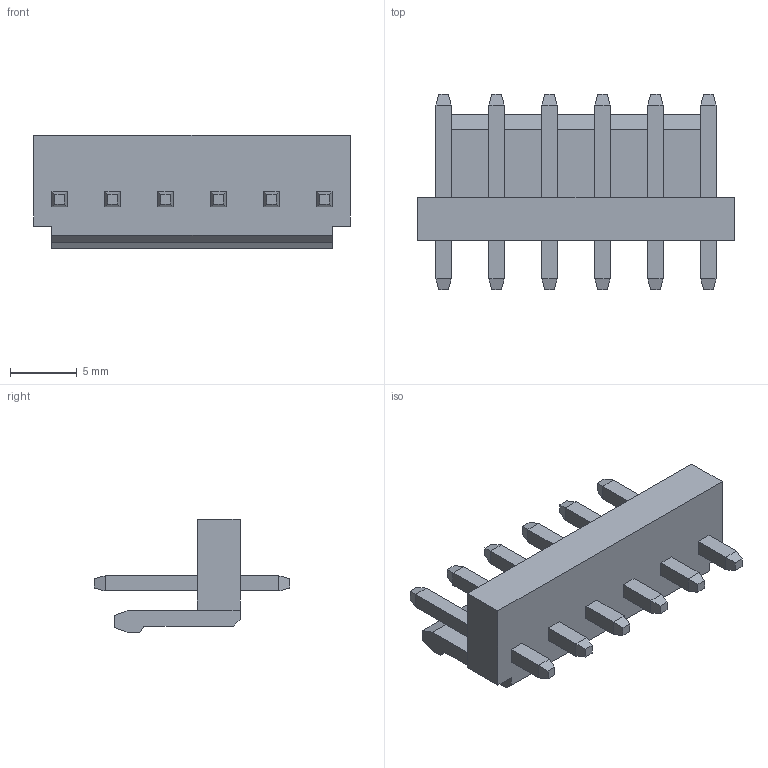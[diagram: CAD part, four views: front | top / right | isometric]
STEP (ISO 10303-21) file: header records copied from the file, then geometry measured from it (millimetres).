
FILE_DESCRIPTION (( 'STEP AP214' ), '1' );
FILE_NAME ('B6P-VH(LF)(SN).STEP', '2023-12-10T14:15:05', ( '' ), ( '' ), 'SwSTEP 2.0', 'SolidWorks 2021', '' );
FILE_SCHEMA (( 'AUTOMOTIVE_DESIGN' ));
Length unit declared in the file: millimetre
Products named in the file (3): pin; BxP-VH_6; B6P-VH(LF)(SN)
Assembly tree (7 placements, depth 2):
  B6P-VH(LF)(SN)
    BxP-VH_6
    pin  x6
Bounding box: 23.7 x 14.6 x 8.5 mm (x, y, z)
Volume: 846.4 mm3; surface area: 1318 mm2
Topology: 7 solids, 7 shells, 125 faces, 283 edges, 172 vertices
Faces by surface type: plane 125
Entity records: 1811 total; most frequent: CARTESIAN_POINT 300, ORIENTED_EDGE 286, DIRECTION 273, VECTOR 143, EDGE_CURVE 143, LINE 143, VERTEX_POINT 92, EDGE_LOOP 67
